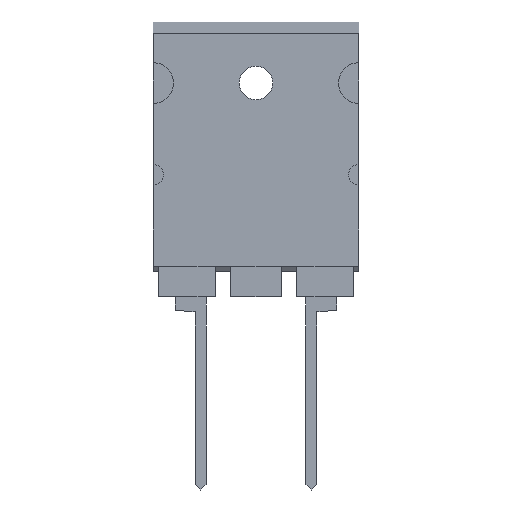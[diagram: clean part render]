
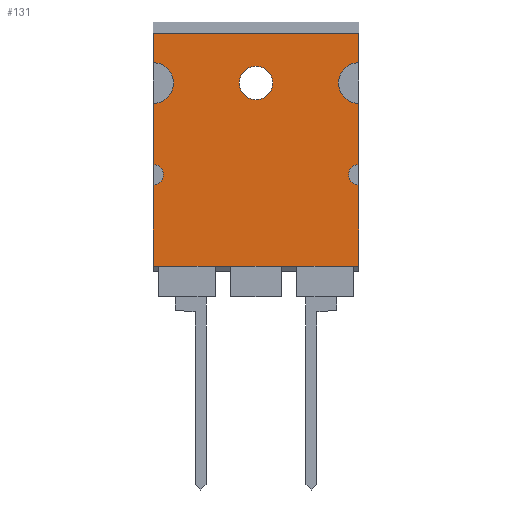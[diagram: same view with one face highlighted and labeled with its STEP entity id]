
A CAD part, front view. The second image highlights one B-rep face of the part: STEP entity #131.
In plain terms, the highlighted planar face has unit normal (0, -1, 0).
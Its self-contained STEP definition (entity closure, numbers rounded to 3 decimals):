
#24=VERTEX_POINT('',#25);
#25=CARTESIAN_POINT('',(-4.65,-1.525,4.5));
#52=VERTEX_POINT('',#53);
#53=CARTESIAN_POINT('',(-4.65,-1.525,27.408));
#57=ORIENTED_EDGE('',*,*,#58,.F.);
#58=EDGE_CURVE('',#59,#52,#61,.T.);
#59=VERTEX_POINT('',#60);
#60=CARTESIAN_POINT('',(-4.65,-1.525,24.5));
#61=LINE('',#25,#62);
#62=VECTOR('',#63,1.);
#63=DIRECTION('',(0.,0.,1.));
#77=DIRECTION('',(0.,0.,-1.));
#80=VERTEX_POINT('',#81);
#81=CARTESIAN_POINT('',(-4.65,-1.525,20.5));
#83=ORIENTED_EDGE('',*,*,#84,.F.);
#84=EDGE_CURVE('',#85,#80,#61,.T.);
#85=VERTEX_POINT('',#86);
#86=CARTESIAN_POINT('',(-4.65,-1.525,14.5));
#99=VERTEX_POINT('',#100);
#100=CARTESIAN_POINT('',(-4.65,-1.525,12.5));
#102=ORIENTED_EDGE('',*,*,#103,.F.);
#103=EDGE_CURVE('',#24,#99,#61,.T.);
#106=DIRECTION('',(1.,0.,0.));
#115=VECTOR('',#106,1.);
#118=VERTEX_POINT('',#119);
#119=CARTESIAN_POINT('',(-4.15,-1.525,4.5));
#125=EDGE_CURVE('',#24,#118,#126,.T.);
#126=LINE('',#25,#115);
#131=ADVANCED_FACE('',(#132,#200),#211,.T.);
#132=FACE_BOUND('',#133,.T.);
#133=EDGE_LOOP('',(#102,#134,#135,#139,#143,#147,#151,#155,#159,#164,    #172,#176,#183,#187,#57,#190,#83,#195));
#134=ORIENTED_EDGE('',*,*,#125,.T.);
#135=ORIENTED_EDGE('',*,*,#136,.T.);
#136=EDGE_CURVE('',#118,#137,#126,.T.);
#137=VERTEX_POINT('',#138);
#138=CARTESIAN_POINT('',(1.45,-1.525,4.5));
#139=ORIENTED_EDGE('',*,*,#140,.T.);
#140=EDGE_CURVE('',#137,#141,#126,.T.);
#141=VERTEX_POINT('',#142);
#142=CARTESIAN_POINT('',(2.95,-1.525,4.5));
#143=ORIENTED_EDGE('',*,*,#144,.T.);
#144=EDGE_CURVE('',#141,#145,#126,.T.);
#145=VERTEX_POINT('',#146);
#146=CARTESIAN_POINT('',(7.95,-1.525,4.5));
#147=ORIENTED_EDGE('',*,*,#148,.T.);
#148=EDGE_CURVE('',#145,#149,#126,.T.);
#149=VERTEX_POINT('',#150);
#150=CARTESIAN_POINT('',(9.45,-1.525,4.5));
#151=ORIENTED_EDGE('',*,*,#152,.T.);
#152=EDGE_CURVE('',#149,#153,#126,.T.);
#153=VERTEX_POINT('',#154);
#154=CARTESIAN_POINT('',(15.05,-1.525,4.5));
#155=ORIENTED_EDGE('',*,*,#156,.T.);
#156=EDGE_CURVE('',#153,#157,#126,.T.);
#157=VERTEX_POINT('',#158);
#158=CARTESIAN_POINT('',(15.55,-1.525,4.5));
#159=ORIENTED_EDGE('',*,*,#160,.T.);
#160=EDGE_CURVE('',#157,#161,#163,.T.);
#161=VERTEX_POINT('',#162);
#162=CARTESIAN_POINT('',(15.55,-1.525,12.5));
#163=LINE('',#158,#62);
#164=ORIENTED_EDGE('',*,*,#165,.F.);
#165=EDGE_CURVE('',#166,#161,#168,.T.);
#166=VERTEX_POINT('',#167);
#167=CARTESIAN_POINT('',(15.55,-1.525,14.5));
#168=CIRCLE('',#169,1.);
#169=AXIS2_PLACEMENT_3D('',#170,#171,#77);
#170=CARTESIAN_POINT('',(15.55,-1.525,13.5));
#171=DIRECTION('',(0.,-1.,0.));
#172=ORIENTED_EDGE('',*,*,#173,.T.);
#173=EDGE_CURVE('',#166,#174,#163,.T.);
#174=VERTEX_POINT('',#175);
#175=CARTESIAN_POINT('',(15.55,-1.525,20.5));
#176=ORIENTED_EDGE('',*,*,#177,.F.);
#177=EDGE_CURVE('',#178,#174,#180,.T.);
#178=VERTEX_POINT('',#179);
#179=CARTESIAN_POINT('',(15.55,-1.525,24.5));
#180=CIRCLE('',#181,2.);
#181=AXIS2_PLACEMENT_3D('',#182,#171,#77);
#182=CARTESIAN_POINT('',(15.55,-1.525,22.5));
#183=ORIENTED_EDGE('',*,*,#184,.T.);
#184=EDGE_CURVE('',#178,#185,#163,.T.);
#185=VERTEX_POINT('',#186);
#186=CARTESIAN_POINT('',(15.55,-1.525,27.408));
#187=ORIENTED_EDGE('',*,*,#188,.F.);
#188=EDGE_CURVE('',#52,#185,#189,.T.);
#189=LINE('',#53,#115);
#190=ORIENTED_EDGE('',*,*,#191,.F.);
#191=EDGE_CURVE('',#80,#59,#192,.T.);
#192=CIRCLE('',#193,2.);
#193=AXIS2_PLACEMENT_3D('',#194,#171,#77);
#194=CARTESIAN_POINT('',(-4.65,-1.525,22.5));
#195=ORIENTED_EDGE('',*,*,#196,.F.);
#196=EDGE_CURVE('',#99,#85,#197,.T.);
#197=CIRCLE('',#198,1.);
#198=AXIS2_PLACEMENT_3D('',#199,#171,#77);
#199=CARTESIAN_POINT('',(-4.65,-1.525,13.5));
#200=FACE_BOUND('',#201,.T.);
#201=EDGE_LOOP('',(#202));
#202=ORIENTED_EDGE('',*,*,#203,.F.);
#203=EDGE_CURVE('',#204,#204,#206,.T.);
#204=VERTEX_POINT('',#205);
#205=CARTESIAN_POINT('',(5.45,-1.525,20.85));
#206=CIRCLE('',#207,1.65);
#207=AXIS2_PLACEMENT_3D('',#208,#209,#210);
#208=CARTESIAN_POINT('',(5.45,-1.525,22.5));
#209=DIRECTION('',(0.,-1.,0.));
#210=DIRECTION('',(0.,0.,-1.));
#211=PLANE('',#212);
#212=AXIS2_PLACEMENT_3D('',#25,#213,#214);
#213=DIRECTION('',(0.,-1.,0.));
#214=DIRECTION('',(0.,0.,1.));
